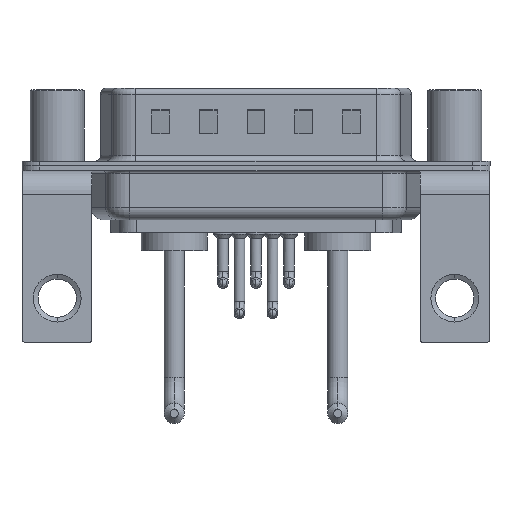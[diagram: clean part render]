
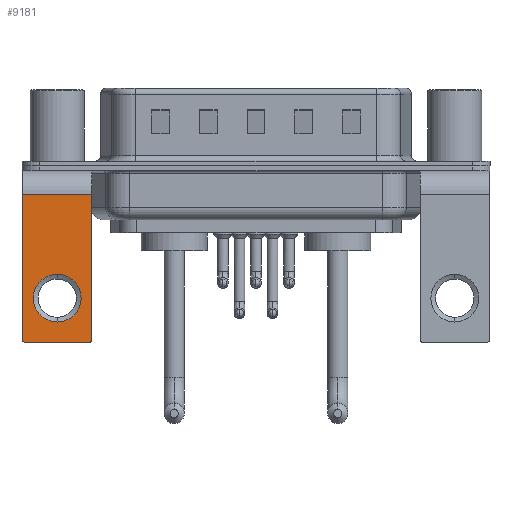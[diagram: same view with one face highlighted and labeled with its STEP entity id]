
A CAD part, front view. The second image highlights one B-rep face of the part: STEP entity #9181.
In plain terms, the highlighted planar face has unit normal (0, -1, 0).
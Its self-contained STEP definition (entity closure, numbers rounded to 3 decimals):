
#19 = DIRECTION ( 'NONE',  ( -1., 0., 0. ) ) ;
#480 = CIRCLE ( 'NONE', #19441, 2. ) ;
#742 = FACE_BOUND ( 'NONE', #8825, .T. ) ;
#853 = DIRECTION ( 'NONE',  ( 0., 1., 0. ) ) ;
#1086 = VERTEX_POINT ( 'NONE', #21245 ) ;
#1440 = AXIS2_PLACEMENT_3D ( 'NONE', #18523, #16730, #14953 ) ;
#1816 = AXIS2_PLACEMENT_3D ( 'NONE', #18856, #11841, #8377 ) ;
#1880 = EDGE_CURVE ( 'NONE', #22664, #5934, #7501, .T. ) ;
#1955 = EDGE_CURVE ( 'NONE', #22604, #3787, #22974, .T. ) ;
#2643 = CARTESIAN_POINT ( 'NONE',  ( 2.9, -6.25, -2.4 ) ) ;
#2902 = ORIENTED_EDGE ( 'NONE', *, *, #6827, .T. ) ;
#3509 = CARTESIAN_POINT ( 'NONE',  ( 2.9, -6.25, -2.4 ) ) ;
#3787 = VERTEX_POINT ( 'NONE', #20306 ) ;
#4014 = VERTEX_POINT ( 'NONE', #4491 ) ;
#4491 = CARTESIAN_POINT ( 'NONE',  ( 2.9, -6.25, -14.55 ) ) ;
#5356 = CARTESIAN_POINT ( 'NONE',  ( 2.9, -6.25, -2.4 ) ) ;
#5452 = VERTEX_POINT ( 'NONE', #20358 ) ;
#5692 = AXIS2_PLACEMENT_3D ( 'NONE', #2643, #853, #14448 ) ;
#5718 = ORIENTED_EDGE ( 'NONE', *, *, #6757, .T. ) ;
#5871 = CARTESIAN_POINT ( 'NONE',  ( 0., -6.25, -9.07 ) ) ;
#5934 = VERTEX_POINT ( 'NONE', #5871 ) ;
#6603 = DIRECTION ( 'NONE',  ( 0., -1., 0. ) ) ;
#6604 = ORIENTED_EDGE ( 'NONE', *, *, #1955, .F. ) ;
#6727 = CARTESIAN_POINT ( 'NONE',  ( 2.9, -6.25, -14.8 ) ) ;
#6741 = VECTOR ( 'NONE', #13979, 1000. ) ;
#6757 = EDGE_CURVE ( 'NONE', #1086, #12808, #18537, .T. ) ;
#6827 = EDGE_CURVE ( 'NONE', #5934, #22664, #480, .T. ) ;
#7501 = CIRCLE ( 'NONE', #1816, 2. ) ;
#8061 = EDGE_CURVE ( 'NONE', #5452, #1086, #8789, .T. ) ;
#8292 = ORIENTED_EDGE ( 'NONE', *, *, #18249, .F. ) ;
#8377 = DIRECTION ( 'NONE',  ( 0., 0., 1. ) ) ;
#8789 = LINE ( 'NONE', #5356, #17621 ) ;
#8825 = EDGE_LOOP ( 'NONE', ( #11989, #2902 ) ) ;
#9181 = ADVANCED_FACE ( 'NONE', ( #742, #16674 ), #13462, .F. ) ;
#9378 = CARTESIAN_POINT ( 'NONE',  ( -2.9, -6.25, -14.55 ) ) ;
#9608 = DIRECTION ( 'NONE',  ( 0., 0., -1. ) ) ;
#9723 = CIRCLE ( 'NONE', #19584, 0.25 ) ;
#10293 = ORIENTED_EDGE ( 'NONE', *, *, #20351, .T. ) ;
#11841 = DIRECTION ( 'NONE',  ( 0., 1., 0. ) ) ;
#11989 = ORIENTED_EDGE ( 'NONE', *, *, #1880, .T. ) ;
#12782 = LINE ( 'NONE', #3509, #20228 ) ;
#12808 = VERTEX_POINT ( 'NONE', #9378 ) ;
#13462 = PLANE ( 'NONE',  #5692 ) ;
#13818 = CARTESIAN_POINT ( 'NONE',  ( 2.65, -6.25, -14.8 ) ) ;
#13979 = DIRECTION ( 'NONE',  ( -1., 0., 0. ) ) ;
#14448 = DIRECTION ( 'NONE',  ( 0., 0., 1. ) ) ;
#14618 = CARTESIAN_POINT ( 'NONE',  ( -2.9, -6.25, -2.4 ) ) ;
#14953 = DIRECTION ( 'NONE',  ( 0., 0., 1. ) ) ;
#15195 = CARTESIAN_POINT ( 'NONE',  ( 0., -6.25, -11.07 ) ) ;
#15379 = EDGE_LOOP ( 'NONE', ( #5718, #10293, #6604, #21541, #8292, #23433 ) ) ;
#15472 = CIRCLE ( 'NONE', #1440, 0.25 ) ;
#15860 = DIRECTION ( 'NONE',  ( 0., 1., 0. ) ) ;
#16674 = FACE_OUTER_BOUND ( 'NONE', #15379, .T. ) ;
#16730 = DIRECTION ( 'NONE',  ( 0., -1., 0. ) ) ;
#17425 = DIRECTION ( 'NONE',  ( 0., 0., 1. ) ) ;
#17621 = VECTOR ( 'NONE', #19, 1000. ) ;
#18249 = EDGE_CURVE ( 'NONE', #5452, #4014, #12782, .T. ) ;
#18523 = CARTESIAN_POINT ( 'NONE',  ( 2.65, -6.25, -14.55 ) ) ;
#18537 = LINE ( 'NONE', #14618, #19073 ) ;
#18856 = CARTESIAN_POINT ( 'NONE',  ( 0., -6.25, -11.07 ) ) ;
#19073 = VECTOR ( 'NONE', #9608, 1000. ) ;
#19191 = DIRECTION ( 'NONE',  ( 0., 0., 1. ) ) ;
#19441 = AXIS2_PLACEMENT_3D ( 'NONE', #15195, #15860, #19191 ) ;
#19584 = AXIS2_PLACEMENT_3D ( 'NONE', #21426, #6603, #17425 ) ;
#20228 = VECTOR ( 'NONE', #23081, 1000. ) ;
#20306 = CARTESIAN_POINT ( 'NONE',  ( -2.65, -6.25, -14.8 ) ) ;
#20351 = EDGE_CURVE ( 'NONE', #12808, #3787, #9723, .T. ) ;
#20358 = CARTESIAN_POINT ( 'NONE',  ( 2.9, -6.25, -2.4 ) ) ;
#21245 = CARTESIAN_POINT ( 'NONE',  ( -2.9, -6.25, -2.4 ) ) ;
#21426 = CARTESIAN_POINT ( 'NONE',  ( -2.65, -6.25, -14.55 ) ) ;
#21541 = ORIENTED_EDGE ( 'NONE', *, *, #22010, .T. ) ;
#22010 = EDGE_CURVE ( 'NONE', #22604, #4014, #15472, .T. ) ;
#22604 = VERTEX_POINT ( 'NONE', #13818 ) ;
#22664 = VERTEX_POINT ( 'NONE', #23157 ) ;
#22974 = LINE ( 'NONE', #6727, #6741 ) ;
#23081 = DIRECTION ( 'NONE',  ( 0., 0., -1. ) ) ;
#23157 = CARTESIAN_POINT ( 'NONE',  ( 0., -6.25, -13.07 ) ) ;
#23433 = ORIENTED_EDGE ( 'NONE', *, *, #8061, .T. ) ;
